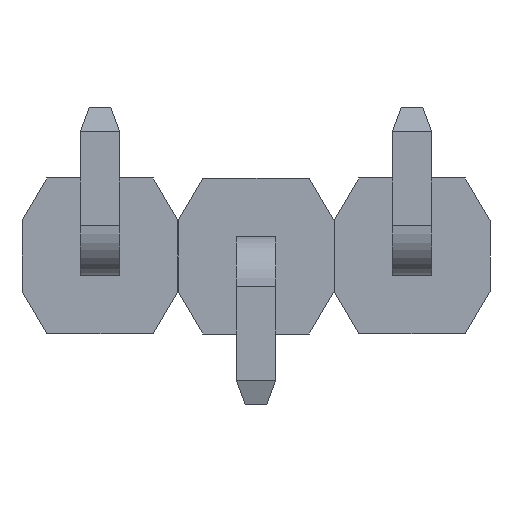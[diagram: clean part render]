
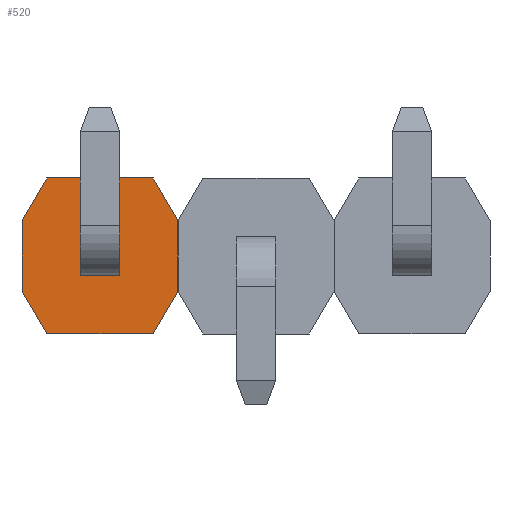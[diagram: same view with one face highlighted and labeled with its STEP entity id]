
A CAD part, front view. The second image highlights one B-rep face of the part: STEP entity #520.
In plain terms, the highlighted planar face has unit normal (0, -1, 0).
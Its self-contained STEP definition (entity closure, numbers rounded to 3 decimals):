
#56=FACE_OUTER_BOUND('',#84,.T.);
#84=EDGE_LOOP('',(#417,#418,#419,#420,#421,#422,#423,#424));
#125=LINE('',#797,#185);
#131=LINE('',#810,#191);
#135=LINE('',#819,#195);
#137=LINE('',#824,#197);
#145=LINE('',#836,#205);
#146=LINE('',#837,#206);
#147=LINE('',#838,#207);
#148=LINE('',#839,#208);
#185=VECTOR('',#662,1000.);
#191=VECTOR('',#670,1000.);
#195=VECTOR('',#676,1000.);
#197=VECTOR('',#680,1000.);
#205=VECTOR('',#692,1000.);
#206=VECTOR('',#693,1000.);
#207=VECTOR('',#694,1000.);
#208=VECTOR('',#695,1000.);
#233=VERTEX_POINT('',#795);
#234=VERTEX_POINT('',#796);
#239=VERTEX_POINT('',#807);
#240=VERTEX_POINT('',#809);
#243=VERTEX_POINT('',#816);
#244=VERTEX_POINT('',#818);
#245=VERTEX_POINT('',#822);
#246=VERTEX_POINT('',#823);
#289=EDGE_CURVE('',#233,#234,#125,.T.);
#295=EDGE_CURVE('',#239,#240,#131,.T.);
#299=EDGE_CURVE('',#243,#244,#135,.T.);
#301=EDGE_CURVE('',#245,#246,#137,.T.);
#309=EDGE_CURVE('',#239,#234,#145,.T.);
#310=EDGE_CURVE('',#233,#246,#146,.T.);
#311=EDGE_CURVE('',#245,#244,#147,.T.);
#312=EDGE_CURVE('',#243,#240,#148,.T.);
#417=ORIENTED_EDGE('',*,*,#295,.F.);
#418=ORIENTED_EDGE('',*,*,#309,.T.);
#419=ORIENTED_EDGE('',*,*,#289,.F.);
#420=ORIENTED_EDGE('',*,*,#310,.T.);
#421=ORIENTED_EDGE('',*,*,#301,.F.);
#422=ORIENTED_EDGE('',*,*,#311,.T.);
#423=ORIENTED_EDGE('',*,*,#299,.F.);
#424=ORIENTED_EDGE('',*,*,#312,.T.);
#462=PLANE('',#568);
#520=ADVANCED_FACE('',(#56),#462,.T.);
#568=AXIS2_PLACEMENT_3D('',#835,#690,#691);
#662=DIRECTION('',(0.,0.,1.));
#670=DIRECTION('',(1.,0.,0.));
#676=DIRECTION('',(0.,0.,-1.));
#680=DIRECTION('',(-1.,0.,0.));
#690=DIRECTION('center_axis',(0.,-1.,0.));
#691=DIRECTION('ref_axis',(0.,0.,-1.));
#692=DIRECTION('',(-0.5,0.,-0.866));
#693=DIRECTION('',(0.5,0.,-0.866));
#694=DIRECTION('',(0.5,0.,0.866));
#695=DIRECTION('',(-0.5,0.,0.866));
#795=CARTESIAN_POINT('',(-1.27,-4.4,1.854));
#796=CARTESIAN_POINT('',(-1.27,-4.4,2.994));
#797=CARTESIAN_POINT('',(-1.27,-4.4,1.154));
#807=CARTESIAN_POINT('',(-0.866,-4.4,3.694));
#809=CARTESIAN_POINT('',(0.866,-4.4,3.694));
#810=CARTESIAN_POINT('',(1.27,-4.4,3.694));
#816=CARTESIAN_POINT('',(1.27,-4.4,2.994));
#818=CARTESIAN_POINT('',(1.27,-4.4,1.854));
#819=CARTESIAN_POINT('',(1.27,-4.4,1.154));
#822=CARTESIAN_POINT('',(0.866,-4.4,1.154));
#823=CARTESIAN_POINT('',(-0.866,-4.4,1.154));
#824=CARTESIAN_POINT('',(1.27,-4.4,1.154));
#835=CARTESIAN_POINT('Origin',(-1.27,-4.4,3.694));
#836=CARTESIAN_POINT('',(-0.967,-4.4,3.519));
#837=CARTESIAN_POINT('',(-2.067,-4.4,3.234));
#838=CARTESIAN_POINT('',(1.432,-4.4,2.134));
#839=CARTESIAN_POINT('',(0.332,-4.4,4.619));
